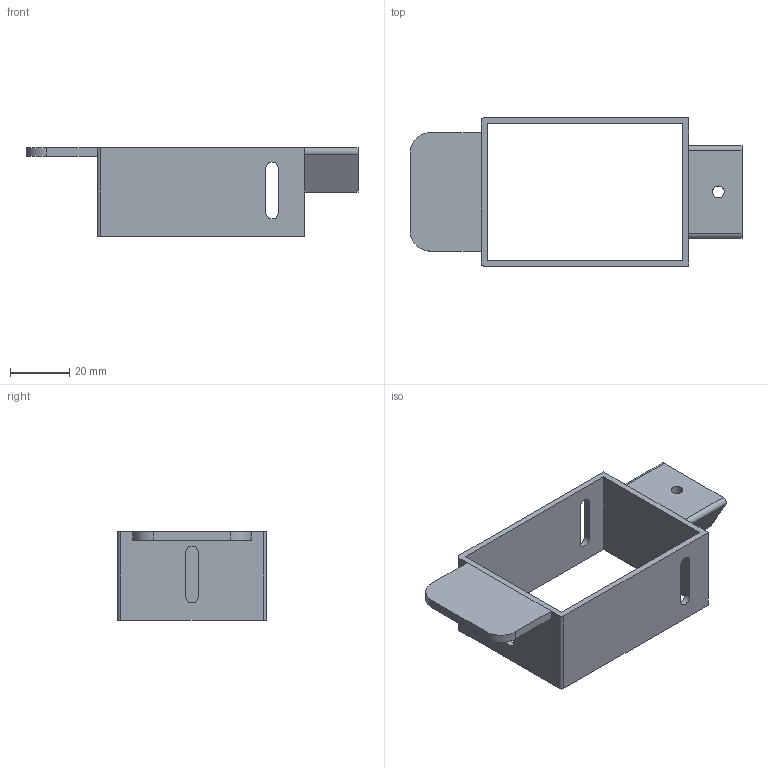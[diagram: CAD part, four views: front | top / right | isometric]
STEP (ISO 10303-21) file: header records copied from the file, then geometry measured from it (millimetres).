
FILE_DESCRIPTION(('FreeCAD Model'),'2;1');
FILE_NAME('PlatformHold.step', '2015-03-17T19:24:02',('FreeCAD'),('FreeCAD'), 'Open CASCADE STEP processor 6.5','FreeCAD','Unknown');
FILE_SCHEMA(('AUTOMOTIVE_DESIGN_CC2 { 1 2 10303 214 -1 1 5 4 }'));
Length unit declared in the file: millimetre
Products named in the file (1): PlatformHold
Bounding box: 112 x 50 x 30 mm (x, y, z)
Volume: 22596.5 mm3; surface area: 18256.6 mm2
Topology: 1 solids, 1 shells, 46 faces, 126 edges, 83 vertices
Faces by surface type: plane 33, cylinder 13
Full cylindrical faces by diameter (mm): 4 x1
Entity records: 3140 total; most frequent: CARTESIAN_POINT 572, DIRECTION 475, LINE 308, VECTOR 308, ORIENTED_EDGE 252, PCURVE 252, DEFINITIONAL_REPRESENTATION 252, EDGE_CURVE 126
